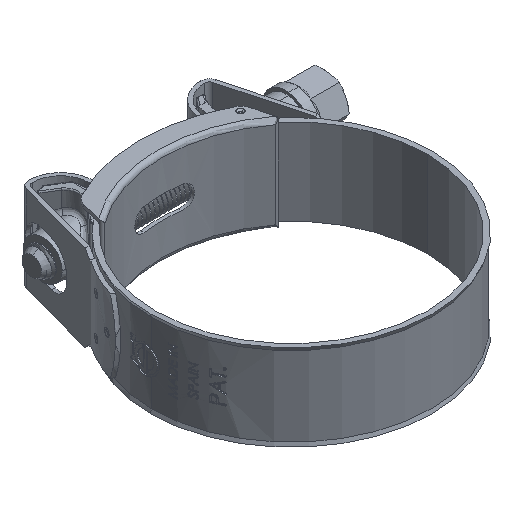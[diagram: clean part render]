
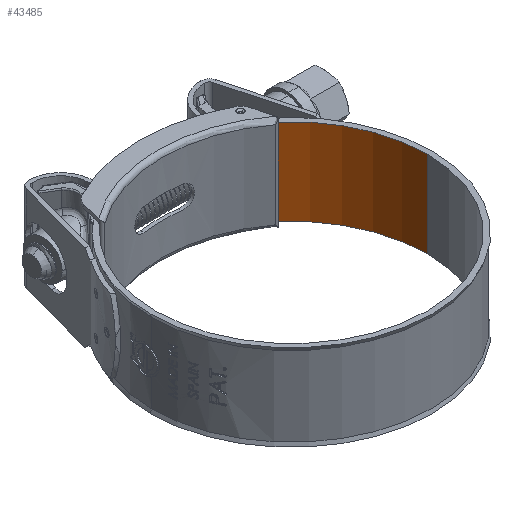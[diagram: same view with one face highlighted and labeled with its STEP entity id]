
A CAD part, isometric view. The second image highlights one B-rep face of the part: STEP entity #43485.
In plain terms, the highlighted cylindrical face has radius 31.5 mm (diameter 63 mm), a partial arc.
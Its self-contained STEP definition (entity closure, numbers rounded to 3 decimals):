
#157 = CARTESIAN_POINT ( 'NONE',  ( 16.154, 27.043, 0. ) ) ;
#438 = DIRECTION ( 'NONE',  ( 0., 0., -1. ) ) ;
#958 = AXIS2_PLACEMENT_3D ( 'NONE', #74245, #26592, #55844 ) ;
#1472 = CARTESIAN_POINT ( 'NONE',  ( 31.5, 0., -20. ) ) ;
#10230 = CARTESIAN_POINT ( 'NONE',  ( 16.154, 27.043, -20. ) ) ;
#15014 = ORIENTED_EDGE ( 'NONE', *, *, #69800, .F. ) ;
#16150 = CARTESIAN_POINT ( 'NONE',  ( 0., 0., -20. ) ) ;
#16864 = CARTESIAN_POINT ( 'NONE',  ( 31.5, 0., 0. ) ) ;
#22271 = LINE ( 'NONE', #31424, #47065 ) ;
#23320 = DIRECTION ( 'NONE',  ( 1., 0., 0. ) ) ;
#26592 = DIRECTION ( 'NONE',  ( 0., 0., -1. ) ) ;
#26798 = EDGE_CURVE ( 'NONE', #43658, #59215, #42718, .T. ) ;
#31424 = CARTESIAN_POINT ( 'NONE',  ( 31.5, 0., -20. ) ) ;
#34285 = DIRECTION ( 'NONE',  ( 0., 0., 1. ) ) ;
#36668 = AXIS2_PLACEMENT_3D ( 'NONE', #16150, #72780, #23320 ) ;
#37695 = EDGE_CURVE ( 'NONE', #59215, #48199, #22271, .T. ) ;
#40026 = ORIENTED_EDGE ( 'NONE', *, *, #26798, .T. ) ;
#40679 = CIRCLE ( 'NONE', #958, 31.5 ) ;
#40981 = AXIS2_PLACEMENT_3D ( 'NONE', #63672, #438, #41363 ) ;
#41363 = DIRECTION ( 'NONE',  ( 1., 0., 0. ) ) ;
#42718 = CIRCLE ( 'NONE', #40981, 31.5 ) ;
#43485 = ADVANCED_FACE ( 'NONE', ( #61555 ), #56046, .F. ) ;
#43658 = VERTEX_POINT ( 'NONE', #51514 ) ;
#47065 = VECTOR ( 'NONE', #55281, 1000. ) ;
#48098 = EDGE_LOOP ( 'NONE', ( #40026, #74930, #15014, #66509 ) ) ;
#48199 = VERTEX_POINT ( 'NONE', #16864 ) ;
#48721 = VECTOR ( 'NONE', #34285, 1000. ) ;
#50636 = VERTEX_POINT ( 'NONE', #157 ) ;
#51514 = CARTESIAN_POINT ( 'NONE',  ( 16.154, 27.043, -20. ) ) ;
#55281 = DIRECTION ( 'NONE',  ( 0., 0., 1. ) ) ;
#55844 = DIRECTION ( 'NONE',  ( 1., 0., 0. ) ) ;
#56046 = CYLINDRICAL_SURFACE ( 'NONE', #36668, 31.5 ) ;
#59215 = VERTEX_POINT ( 'NONE', #1472 ) ;
#61555 = FACE_OUTER_BOUND ( 'NONE', #48098, .T. ) ;
#63672 = CARTESIAN_POINT ( 'NONE',  ( 0., 0., -20. ) ) ;
#66509 = ORIENTED_EDGE ( 'NONE', *, *, #73626, .F. ) ;
#69800 = EDGE_CURVE ( 'NONE', #50636, #48199, #40679, .T. ) ;
#72780 = DIRECTION ( 'NONE',  ( 0., 0., 1. ) ) ;
#73626 = EDGE_CURVE ( 'NONE', #43658, #50636, #75347, .T. ) ;
#74245 = CARTESIAN_POINT ( 'NONE',  ( 0., 0., 0. ) ) ;
#74930 = ORIENTED_EDGE ( 'NONE', *, *, #37695, .T. ) ;
#75347 = LINE ( 'NONE', #10230, #48721 ) ;
